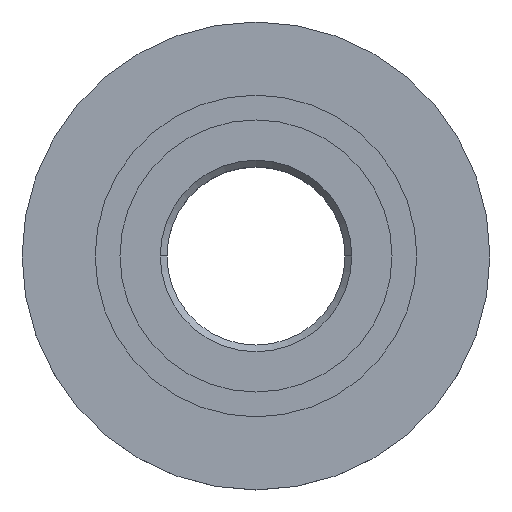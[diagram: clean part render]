
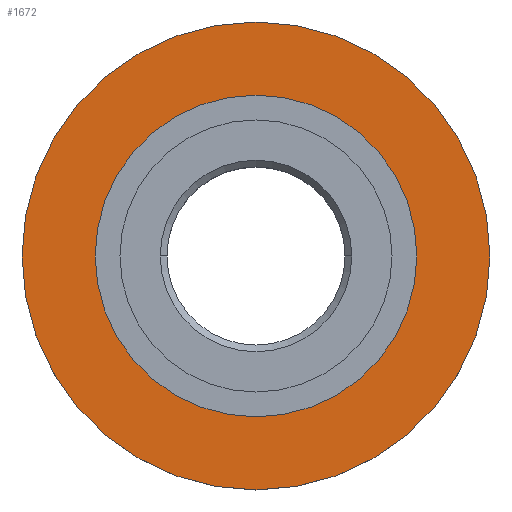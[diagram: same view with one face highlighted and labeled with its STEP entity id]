
A CAD part, top view. The second image highlights one B-rep face of the part: STEP entity #1672.
In plain terms, the highlighted planar face has unit normal (0, 0, 1).
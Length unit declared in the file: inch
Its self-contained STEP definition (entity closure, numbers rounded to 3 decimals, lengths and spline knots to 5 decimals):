
#39 = EDGE_CURVE ( 'NONE', #414, #286, #1205, .T. ) ;
#40 = ORIENTED_EDGE ( 'NONE', *, *, #862, .T. ) ;
#67 = AXIS2_PLACEMENT_3D ( 'NONE', #877, #1578, #1561 ) ;
#179 = DIRECTION ( 'NONE',  ( 0., 0., 1. ) ) ;
#195 = PLANE ( 'NONE',  #333 ) ;
#286 = VERTEX_POINT ( 'NONE', #1251 ) ;
#333 = AXIS2_PLACEMENT_3D ( 'NONE', #541, #1782, #878 ) ;
#414 = VERTEX_POINT ( 'NONE', #1885 ) ;
#541 = CARTESIAN_POINT ( 'NONE',  ( 0., 0.42344, 0.14063 ) ) ;
#676 = DIRECTION ( 'NONE',  ( 1., 0., 0. ) ) ;
#680 = FACE_BOUND ( 'NONE', #850, .T. ) ;
#846 = ORIENTED_EDGE ( 'NONE', *, *, #39, .F. ) ;
#850 = EDGE_LOOP ( 'NONE', ( #846, #1013 ) ) ;
#862 = EDGE_CURVE ( 'NONE', #902, #905, #998, .T. ) ;
#877 = CARTESIAN_POINT ( 'NONE',  ( 0., 0., 0.14063 ) ) ;
#878 = DIRECTION ( 'NONE',  ( -1., 0., 0. ) ) ;
#896 = CARTESIAN_POINT ( 'NONE',  ( 0., 0., 0.14063 ) ) ;
#902 = VERTEX_POINT ( 'NONE', #1729 ) ;
#905 = VERTEX_POINT ( 'NONE', #1918 ) ;
#931 = CIRCLE ( 'NONE', #2153, 0.4925 ) ;
#998 = CIRCLE ( 'NONE', #2147, 0.4925 ) ;
#1013 = ORIENTED_EDGE ( 'NONE', *, *, #1891, .F. ) ;
#1053 = EDGE_CURVE ( 'NONE', #905, #902, #931, .T. ) ;
#1066 = DIRECTION ( 'NONE',  ( 1., 0., 0. ) ) ;
#1163 = DIRECTION ( 'NONE',  ( 0., 0., 1. ) ) ;
#1172 = CARTESIAN_POINT ( 'NONE',  ( 0., 0., 0.14063 ) ) ;
#1205 = CIRCLE ( 'NONE', #1752, 0.3386 ) ;
#1251 = CARTESIAN_POINT ( 'NONE',  ( -0.3386, 0., 0.14063 ) ) ;
#1322 = CARTESIAN_POINT ( 'NONE',  ( 0., 0., 0.14063 ) ) ;
#1538 = DIRECTION ( 'NONE',  ( 0., 0., 1. ) ) ;
#1561 = DIRECTION ( 'NONE',  ( 1., 0., 0. ) ) ;
#1578 = DIRECTION ( 'NONE',  ( 0., 0., 1. ) ) ;
#1633 = CIRCLE ( 'NONE', #67, 0.3386 ) ;
#1672 = ADVANCED_FACE ( 'NONE', ( #680, #2203 ), #195, .F. ) ;
#1729 = CARTESIAN_POINT ( 'NONE',  ( -0.4925, 0., 0.14063 ) ) ;
#1752 = AXIS2_PLACEMENT_3D ( 'NONE', #1172, #1163, #2041 ) ;
#1782 = DIRECTION ( 'NONE',  ( 0., 0., -1. ) ) ;
#1885 = CARTESIAN_POINT ( 'NONE',  ( 0.3386, 0., 0.14063 ) ) ;
#1891 = EDGE_CURVE ( 'NONE', #286, #414, #1633, .T. ) ;
#1918 = CARTESIAN_POINT ( 'NONE',  ( 0.4925, 0., 0.14063 ) ) ;
#2041 = DIRECTION ( 'NONE',  ( 1., 0., 0. ) ) ;
#2147 = AXIS2_PLACEMENT_3D ( 'NONE', #896, #179, #1066 ) ;
#2153 = AXIS2_PLACEMENT_3D ( 'NONE', #1322, #1538, #676 ) ;
#2163 = ORIENTED_EDGE ( 'NONE', *, *, #1053, .T. ) ;
#2203 = FACE_OUTER_BOUND ( 'NONE', #2220, .T. ) ;
#2220 = EDGE_LOOP ( 'NONE', ( #2163, #40 ) ) ;
